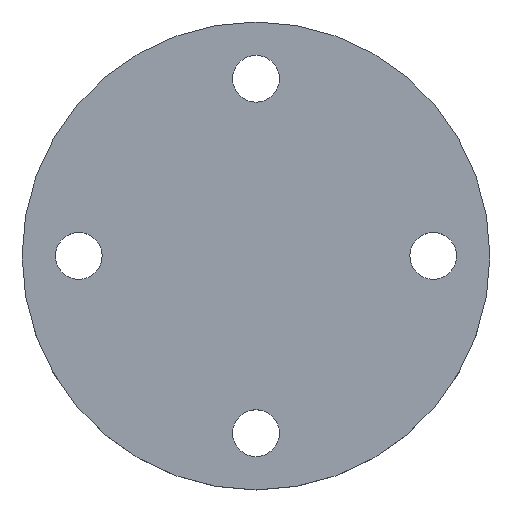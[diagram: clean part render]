
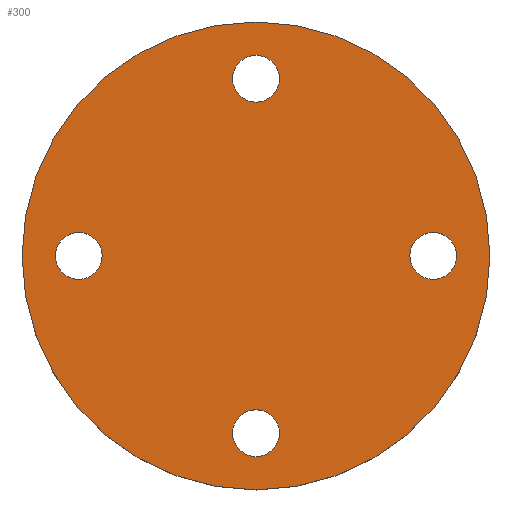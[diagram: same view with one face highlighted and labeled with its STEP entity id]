
A CAD part, top view. The second image highlights one B-rep face of the part: STEP entity #300.
In plain terms, the highlighted planar face has unit normal (0, 0, 1).
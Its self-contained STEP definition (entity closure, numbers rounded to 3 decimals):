
#57=FACE_BOUND('',#114,.T.);
#58=FACE_BOUND('',#115,.T.);
#59=FACE_BOUND('',#116,.T.);
#60=FACE_BOUND('',#117,.T.);
#66=PLANE('',#368);
#85=FACE_OUTER_BOUND('',#113,.T.);
#113=EDGE_LOOP('',(#275));
#114=EDGE_LOOP('',(#276));
#115=EDGE_LOOP('',(#277));
#116=EDGE_LOOP('',(#278));
#117=EDGE_LOOP('',(#279));
#131=CIRCLE('',#342,33.);
#134=CIRCLE('',#349,3.3);
#137=CIRCLE('',#355,3.3);
#140=CIRCLE('',#361,3.3);
#143=CIRCLE('',#367,3.3);
#155=VERTEX_POINT('',#503);
#159=VERTEX_POINT('',#517);
#162=VERTEX_POINT('',#528);
#165=VERTEX_POINT('',#539);
#168=VERTEX_POINT('',#550);
#183=EDGE_CURVE('',#155,#155,#131,.T.);
#190=EDGE_CURVE('',#159,#159,#134,.T.);
#195=EDGE_CURVE('',#162,#162,#137,.T.);
#200=EDGE_CURVE('',#165,#165,#140,.T.);
#205=EDGE_CURVE('',#168,#168,#143,.T.);
#275=ORIENTED_EDGE('',*,*,#183,.T.);
#276=ORIENTED_EDGE('',*,*,#190,.T.);
#277=ORIENTED_EDGE('',*,*,#195,.T.);
#278=ORIENTED_EDGE('',*,*,#200,.T.);
#279=ORIENTED_EDGE('',*,*,#205,.T.);
#300=ADVANCED_FACE('',(#85,#57,#58,#59,#60),#66,.T.);
#342=AXIS2_PLACEMENT_3D('',#504,#408,#409);
#349=AXIS2_PLACEMENT_3D('',#519,#426,#427);
#355=AXIS2_PLACEMENT_3D('',#530,#440,#441);
#361=AXIS2_PLACEMENT_3D('',#541,#454,#455);
#367=AXIS2_PLACEMENT_3D('',#552,#468,#469);
#368=AXIS2_PLACEMENT_3D('',#553,#470,#471);
#408=DIRECTION('center_axis',(0.,0.,1.));
#409=DIRECTION('ref_axis',(1.,0.,0.));
#426=DIRECTION('center_axis',(0.,0.,-1.));
#427=DIRECTION('ref_axis',(-1.,0.,0.));
#440=DIRECTION('center_axis',(0.,0.,-1.));
#441=DIRECTION('ref_axis',(-1.,0.,0.));
#454=DIRECTION('center_axis',(0.,0.,-1.));
#455=DIRECTION('ref_axis',(-1.,0.,0.));
#468=DIRECTION('center_axis',(0.,0.,-1.));
#469=DIRECTION('ref_axis',(-1.,0.,0.));
#470=DIRECTION('center_axis',(0.,0.,1.));
#471=DIRECTION('ref_axis',(1.,0.,0.));
#503=CARTESIAN_POINT('',(0.,-33.,0.));
#504=CARTESIAN_POINT('Origin',(0.,0.,0.));
#517=CARTESIAN_POINT('',(-21.7,0.,0.));
#519=CARTESIAN_POINT('Origin',(-25.,0.,0.));
#528=CARTESIAN_POINT('',(3.3,25.,0.));
#530=CARTESIAN_POINT('Origin',(0.,25.,0.));
#539=CARTESIAN_POINT('',(28.3,0.,0.));
#541=CARTESIAN_POINT('Origin',(25.,0.,0.));
#550=CARTESIAN_POINT('',(3.3,-25.,0.));
#552=CARTESIAN_POINT('Origin',(0.,-25.,0.));
#553=CARTESIAN_POINT('Origin',(0.,0.,0.));
